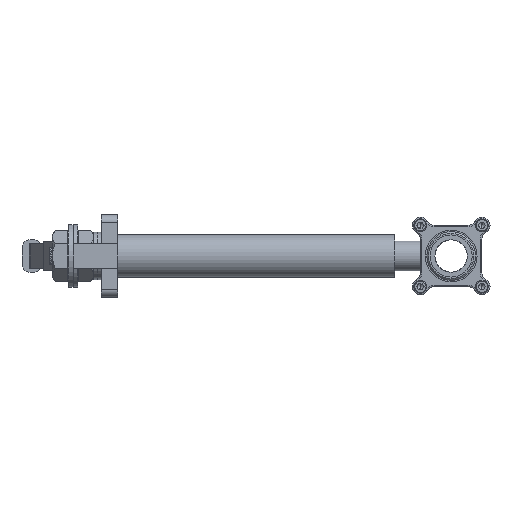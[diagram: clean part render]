
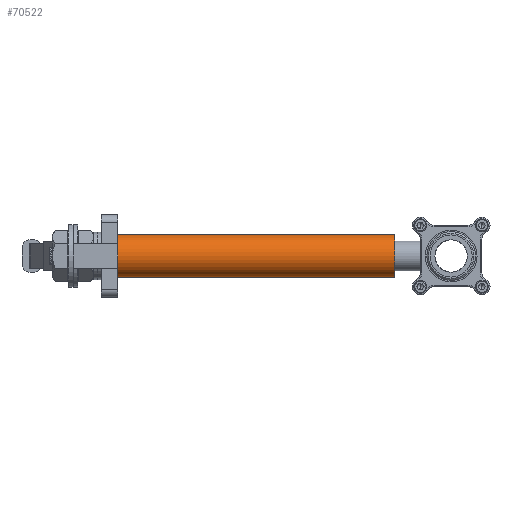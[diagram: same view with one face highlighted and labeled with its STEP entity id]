
A CAD part, left-side view. The second image highlights one B-rep face of the part: STEP entity #70522.
In plain terms, the highlighted cylindrical face has radius 13.1 mm (diameter 26.2 mm), a partial arc.
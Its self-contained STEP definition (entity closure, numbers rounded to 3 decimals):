
#503 = CYLINDRICAL_SURFACE ( 'NONE', #13896, 13.1 ) ;
#4880 = CARTESIAN_POINT ( 'NONE',  ( 0., 34.67, -13.1 ) ) ;
#9187 = CARTESIAN_POINT ( 'NONE',  ( 0., 0., 13.1 ) ) ;
#10187 = DIRECTION ( 'NONE',  ( 0., -1., 0. ) ) ;
#13896 = AXIS2_PLACEMENT_3D ( 'NONE', #70425, #22088, #31832 ) ;
#14386 = FACE_OUTER_BOUND ( 'NONE', #36010, .T. ) ;
#16391 = LINE ( 'NONE', #9187, #86027 ) ;
#17280 = CARTESIAN_POINT ( 'NONE',  ( 0., 0., -13.1 ) ) ;
#17931 = DIRECTION ( 'NONE',  ( 0., -1., 0. ) ) ;
#22088 = DIRECTION ( 'NONE',  ( 0., -1., 0. ) ) ;
#22467 = CARTESIAN_POINT ( 'NONE',  ( 0., 34.67, 13.1 ) ) ;
#22977 = CARTESIAN_POINT ( 'NONE',  ( 0., 206., 13.1 ) ) ;
#27484 = AXIS2_PLACEMENT_3D ( 'NONE', #32926, #62762, #33427 ) ;
#28768 = EDGE_CURVE ( 'NONE', #98539, #41053, #37398, .T. ) ;
#31832 = DIRECTION ( 'NONE',  ( 0., 0., -1. ) ) ;
#32926 = CARTESIAN_POINT ( 'NONE',  ( 0., 34.67, 0. ) ) ;
#33427 = DIRECTION ( 'NONE',  ( 0., 0., -1. ) ) ;
#35169 = AXIS2_PLACEMENT_3D ( 'NONE', #41040, #17931, #56483 ) ;
#35826 = VERTEX_POINT ( 'NONE', #86610 ) ;
#36010 = EDGE_LOOP ( 'NONE', ( #80403, #98213, #55832, #60106 ) ) ;
#37398 = CIRCLE ( 'NONE', #27484, 13.1 ) ;
#40113 = CIRCLE ( 'NONE', #35169, 13.1 ) ;
#41040 = CARTESIAN_POINT ( 'NONE',  ( 0., 206., 0. ) ) ;
#41053 = VERTEX_POINT ( 'NONE', #4880 ) ;
#55832 = ORIENTED_EDGE ( 'NONE', *, *, #85858, .T. ) ;
#56483 = DIRECTION ( 'NONE',  ( 0., 0., -1. ) ) ;
#60106 = ORIENTED_EDGE ( 'NONE', *, *, #28768, .F. ) ;
#62762 = DIRECTION ( 'NONE',  ( 0., -1., 0. ) ) ;
#67375 = VERTEX_POINT ( 'NONE', #22977 ) ;
#70425 = CARTESIAN_POINT ( 'NONE',  ( 0., 0., 0. ) ) ;
#70522 = ADVANCED_FACE ( 'NONE', ( #14386 ), #503, .T. ) ;
#72795 = LINE ( 'NONE', #17280, #81037 ) ;
#80026 = DIRECTION ( 'NONE',  ( 0., -1., 0. ) ) ;
#80403 = ORIENTED_EDGE ( 'NONE', *, *, #88495, .F. ) ;
#81037 = VECTOR ( 'NONE', #80026, 1000. ) ;
#85858 = EDGE_CURVE ( 'NONE', #35826, #41053, #72795, .T. ) ;
#86027 = VECTOR ( 'NONE', #10187, 1000. ) ;
#86610 = CARTESIAN_POINT ( 'NONE',  ( 0., 206., -13.1 ) ) ;
#88495 = EDGE_CURVE ( 'NONE', #67375, #98539, #16391, .T. ) ;
#91440 = EDGE_CURVE ( 'NONE', #67375, #35826, #40113, .T. ) ;
#98213 = ORIENTED_EDGE ( 'NONE', *, *, #91440, .T. ) ;
#98539 = VERTEX_POINT ( 'NONE', #22467 ) ;
